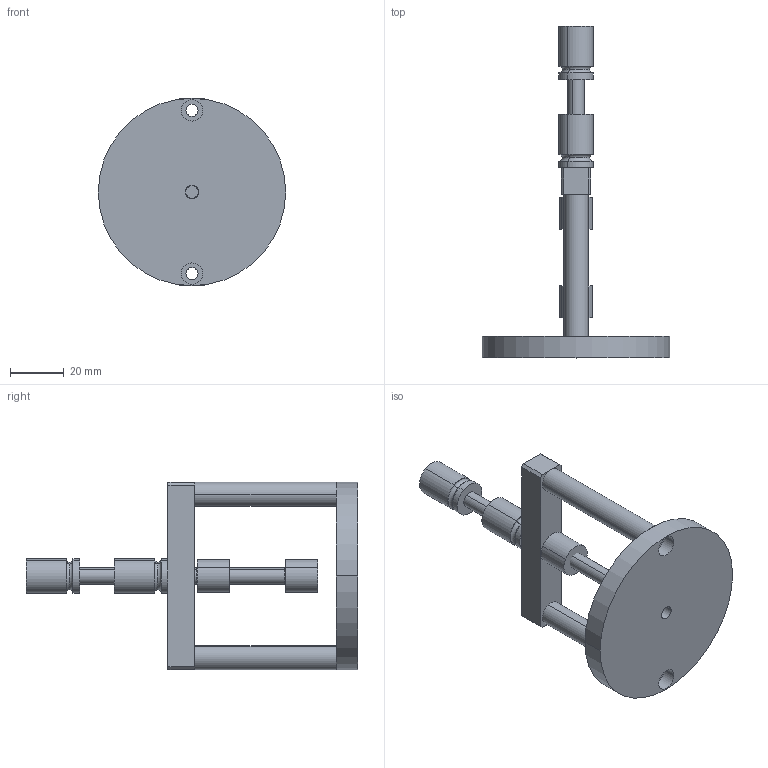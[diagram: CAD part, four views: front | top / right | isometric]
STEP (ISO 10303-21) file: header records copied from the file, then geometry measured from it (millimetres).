
FILE_DESCRIPTION (( 'STEP AP203' ), '1' );
FILE_NAME ('03PRT-1M.STEP', '2016-02-22T09:08:59', ( '' ), ( '' ), 'SwSTEP 2.0', 'SolidWorks 2016', '' );
FILE_SCHEMA (( 'CONFIG_CONTROL_DESIGN' ));
Length unit declared in the file: millimetre
Products named in the file (1): 03PRT-1M
Bounding box: 70 x 124 x 70 mm (x, y, z)
Surface area: 21082.3 mm2 (no closed solid volume)
Topology: 0 solids, 8 shells, 67 faces, 164 edges, 116 vertices
Faces by surface type: cylinder 32, plane 27, torus 8
Entity records: 2126 total; most frequent: DIRECTION 408, CARTESIAN_POINT 348, ORIENTED_EDGE 290, AXIS2_PLACEMENT_3D 176, EDGE_CURVE 164, VERTEX_POINT 116, CIRCLE 108, EDGE_LOOP 91
